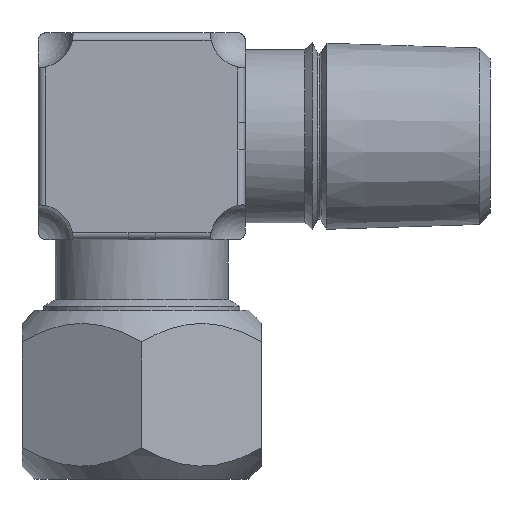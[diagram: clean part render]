
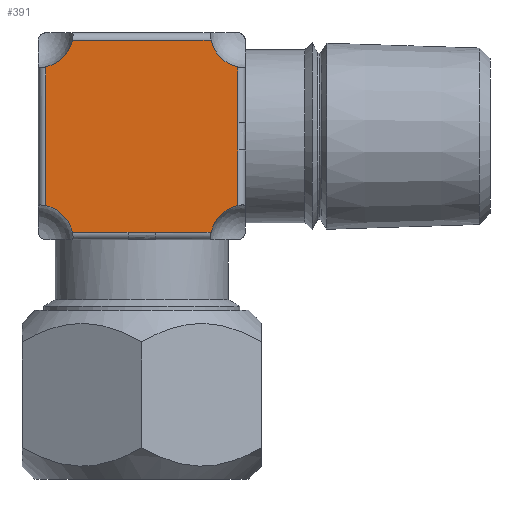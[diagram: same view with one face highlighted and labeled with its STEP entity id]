
A CAD part, left-side view. The second image highlights one B-rep face of the part: STEP entity #391.
In plain terms, the highlighted planar face has unit normal (-1, 0, 0).
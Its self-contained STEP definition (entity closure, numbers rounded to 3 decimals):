
#316 = EDGE_CURVE ( 'NONE', #317, #318, #1343, .T. ) ;
#317 = VERTEX_POINT ( 'NONE', #1395 ) ;
#318 = VERTEX_POINT ( 'NONE', #1394 ) ;
#319 = ORIENTED_EDGE ( 'NONE', *, *, #320, .T. ) ;
#320 = EDGE_CURVE ( 'NONE', #317, #321, #1393, .T. ) ;
#321 = VERTEX_POINT ( 'NONE', #1389 ) ;
#356 = ORIENTED_EDGE ( 'NONE', *, *, #357, .T. ) ;
#357 = EDGE_CURVE ( 'NONE', #385, #358, #1432, .T. ) ;
#358 = VERTEX_POINT ( 'NONE', #1488 ) ;
#359 = ORIENTED_EDGE ( 'NONE', *, *, #360, .F. ) ;
#360 = EDGE_CURVE ( 'NONE', #361, #358, #1487, .T. ) ;
#361 = VERTEX_POINT ( 'NONE', #1482 ) ;
#362 = ORIENTED_EDGE ( 'NONE', *, *, #363, .T. ) ;
#363 = EDGE_CURVE ( 'NONE', #361, #364, #1481, .T. ) ;
#364 = VERTEX_POINT ( 'NONE', #1477 ) ;
#365 = ORIENTED_EDGE ( 'NONE', *, *, #366, .T. ) ;
#366 = EDGE_CURVE ( 'NONE', #364, #367, #1475, .T. ) ;
#367 = VERTEX_POINT ( 'NONE', #1474 ) ;
#368 = ORIENTED_EDGE ( 'NONE', *, *, #369, .T. ) ;
#369 = EDGE_CURVE ( 'NONE', #367, #318, #1473, .T. ) ;
#371 = ORIENTED_EDGE ( 'NONE', *, *, #372, .T. ) ;
#372 = EDGE_CURVE ( 'NONE', #321, #373, #1462, .T. ) ;
#373 = VERTEX_POINT ( 'NONE', #1517 ) ;
#374 = ORIENTED_EDGE ( 'NONE', *, *, #375, .T. ) ;
#375 = EDGE_CURVE ( 'NONE', #373, #376, #1516, .T. ) ;
#376 = VERTEX_POINT ( 'NONE', #1506 ) ;
#377 = ORIENTED_EDGE ( 'NONE', *, *, #378, .F. ) ;
#378 = EDGE_CURVE ( 'NONE', #379, #376, #1505, .T. ) ;
#379 = VERTEX_POINT ( 'NONE', #1500 ) ;
#380 = ORIENTED_EDGE ( 'NONE', *, *, #381, .T. ) ;
#381 = EDGE_CURVE ( 'NONE', #379, #382, #1499, .T. ) ;
#382 = VERTEX_POINT ( 'NONE', #1495 ) ;
#383 = ORIENTED_EDGE ( 'NONE', *, *, #384, .F. ) ;
#384 = EDGE_CURVE ( 'NONE', #385, #382, #1494, .T. ) ;
#385 = VERTEX_POINT ( 'NONE', #1489 ) ;
#391 = ADVANCED_FACE ( 'NONE', ( #1535 ), #1533, .F. ) ;
#392 = EDGE_LOOP ( 'NONE', ( #393, #319, #371, #374, #377, #380, #383, #356, #359, #362, #365, #368 ) ) ;
#393 = ORIENTED_EDGE ( 'NONE', *, *, #316, .F. ) ;
#1343 = CIRCLE ( 'NONE', #1399, 3.202 ) ;
#1389 = CARTESIAN_POINT ( 'NONE',  ( -8.5, -8.833, -1.26 ) ) ;
#1390 = DIRECTION ( 'NONE',  ( 0., 0., 1. ) ) ;
#1391 = VECTOR ( 'NONE', #1390, 1000. ) ;
#1392 = CARTESIAN_POINT ( 'NONE',  ( -8.5, -8.833, 9.5 ) ) ;
#1393 = LINE ( 'NONE', #1392, #1391 ) ;
#1394 = CARTESIAN_POINT ( 'NONE',  ( -8.5, -6.368, -8.833 ) ) ;
#1395 = CARTESIAN_POINT ( 'NONE',  ( -8.5, -8.833, -6.368 ) ) ;
#1396 = DIRECTION ( 'NONE',  ( 0., 0., -1. ) ) ;
#1397 = DIRECTION ( 'NONE',  ( -1., 0., 0. ) ) ;
#1398 = CARTESIAN_POINT ( 'NONE',  ( -8.5, -9.5, -9.5 ) ) ;
#1399 = AXIS2_PLACEMENT_3D ( 'NONE', #1398, #1397, #1396 ) ;
#1432 = LINE ( 'NONE', #1443, #1442 ) ;
#1441 = DIRECTION ( 'NONE',  ( 0., 0., -1. ) ) ;
#1442 = VECTOR ( 'NONE', #1441, 1000. ) ;
#1443 = CARTESIAN_POINT ( 'NONE',  ( -8.5, 8.833, -9.5 ) ) ;
#1462 = B_SPLINE_CURVE_WITH_KNOTS ( 'NONE', 3,
 ( #1515, #1514, #1513, #1512, #1511, #1510, #1509 ),
 .UNSPECIFIED., .F., .F.,
 ( 4, 3, 4 ),
 ( 0., 0.001, 0.003 ),
 .UNSPECIFIED. ) ;
#1463 = CARTESIAN_POINT ( 'NONE',  ( -8.5, -8.833, 9.5 ) ) ;
#1464 = DIRECTION ( 'NONE',  ( 0., -1., 0. ) ) ;
#1465 = VECTOR ( 'NONE', #1464, 1000. ) ;
#1466 = CARTESIAN_POINT ( 'NONE',  ( -8.5, -1.26, -8.833 ) ) ;
#1467 = CARTESIAN_POINT ( 'NONE',  ( -8.5, -0.849, -8.833 ) ) ;
#1468 = CARTESIAN_POINT ( 'NONE',  ( -8.5, -0.437, -8.841 ) ) ;
#1469 = CARTESIAN_POINT ( 'NONE',  ( -8.5, -0.026, -8.841 ) ) ;
#1470 = CARTESIAN_POINT ( 'NONE',  ( -8.5, 0.403, -8.841 ) ) ;
#1471 = CARTESIAN_POINT ( 'NONE',  ( -8.5, 0.831, -8.833 ) ) ;
#1472 = CARTESIAN_POINT ( 'NONE',  ( -8.5, 1.26, -8.833 ) ) ;
#1473 = LINE ( 'NONE', #1476, #1465 ) ;
#1474 = CARTESIAN_POINT ( 'NONE',  ( -8.5, -1.26, -8.833 ) ) ;
#1475 = B_SPLINE_CURVE_WITH_KNOTS ( 'NONE', 3,
 ( #1472, #1471, #1470, #1469, #1468, #1467, #1466 ),
 .UNSPECIFIED., .F., .F.,
 ( 4, 3, 4 ),
 ( 0., 0.001, 0.003 ),
 .UNSPECIFIED. ) ;
#1476 = CARTESIAN_POINT ( 'NONE',  ( -8.5, -9.5, -8.833 ) ) ;
#1477 = CARTESIAN_POINT ( 'NONE',  ( -8.5, 1.26, -8.833 ) ) ;
#1478 = DIRECTION ( 'NONE',  ( 0., -1., 0. ) ) ;
#1479 = VECTOR ( 'NONE', #1478, 1000. ) ;
#1480 = CARTESIAN_POINT ( 'NONE',  ( -8.5, -9.5, -8.833 ) ) ;
#1481 = LINE ( 'NONE', #1480, #1479 ) ;
#1482 = CARTESIAN_POINT ( 'NONE',  ( -8.5, 6.368, -8.833 ) ) ;
#1483 = DIRECTION ( 'NONE',  ( 0., 0., -1. ) ) ;
#1484 = DIRECTION ( 'NONE',  ( -1., 0., 0. ) ) ;
#1485 = CARTESIAN_POINT ( 'NONE',  ( -8.5, 9.5, -9.5 ) ) ;
#1486 = AXIS2_PLACEMENT_3D ( 'NONE', #1485, #1484, #1483 ) ;
#1487 = CIRCLE ( 'NONE', #1486, 3.202 ) ;
#1488 = CARTESIAN_POINT ( 'NONE',  ( -8.5, 8.833, -6.368 ) ) ;
#1489 = CARTESIAN_POINT ( 'NONE',  ( -8.5, 8.833, 6.368 ) ) ;
#1490 = DIRECTION ( 'NONE',  ( 0., 0., -1. ) ) ;
#1491 = DIRECTION ( 'NONE',  ( -1., 0., 0. ) ) ;
#1492 = CARTESIAN_POINT ( 'NONE',  ( -8.5, 9.5, 9.5 ) ) ;
#1493 = AXIS2_PLACEMENT_3D ( 'NONE', #1492, #1491, #1490 ) ;
#1494 = CIRCLE ( 'NONE', #1493, 3.202 ) ;
#1495 = CARTESIAN_POINT ( 'NONE',  ( -8.5, 6.368, 8.833 ) ) ;
#1496 = DIRECTION ( 'NONE',  ( 0., 1., 0. ) ) ;
#1497 = VECTOR ( 'NONE', #1496, 1000. ) ;
#1498 = CARTESIAN_POINT ( 'NONE',  ( -8.5, 9.5, 8.833 ) ) ;
#1499 = LINE ( 'NONE', #1498, #1497 ) ;
#1500 = CARTESIAN_POINT ( 'NONE',  ( -8.5, -6.368, 8.833 ) ) ;
#1501 = DIRECTION ( 'NONE',  ( 0., 0., -1. ) ) ;
#1502 = DIRECTION ( 'NONE',  ( -1., 0., 0. ) ) ;
#1503 = CARTESIAN_POINT ( 'NONE',  ( -8.5, -9.5, 9.5 ) ) ;
#1504 = AXIS2_PLACEMENT_3D ( 'NONE', #1503, #1502, #1501 ) ;
#1505 = CIRCLE ( 'NONE', #1504, 3.202 ) ;
#1506 = CARTESIAN_POINT ( 'NONE',  ( -8.5, -8.833, 6.368 ) ) ;
#1507 = DIRECTION ( 'NONE',  ( 0., 0., 1. ) ) ;
#1508 = VECTOR ( 'NONE', #1507, 1000. ) ;
#1509 = CARTESIAN_POINT ( 'NONE',  ( -8.5, -8.833, 1.26 ) ) ;
#1510 = CARTESIAN_POINT ( 'NONE',  ( -8.5, -8.833, 0.849 ) ) ;
#1511 = CARTESIAN_POINT ( 'NONE',  ( -8.5, -8.841, 0.437 ) ) ;
#1512 = CARTESIAN_POINT ( 'NONE',  ( -8.5, -8.841, 0.026 ) ) ;
#1513 = CARTESIAN_POINT ( 'NONE',  ( -8.5, -8.841, -0.403 ) ) ;
#1514 = CARTESIAN_POINT ( 'NONE',  ( -8.5, -8.833, -0.831 ) ) ;
#1515 = CARTESIAN_POINT ( 'NONE',  ( -8.5, -8.833, -1.26 ) ) ;
#1516 = LINE ( 'NONE', #1463, #1508 ) ;
#1517 = CARTESIAN_POINT ( 'NONE',  ( -8.5, -8.833, 1.26 ) ) ;
#1520 = DIRECTION ( 'NONE',  ( 0., 0., -1. ) ) ;
#1521 = DIRECTION ( 'NONE',  ( 1., 0., 0. ) ) ;
#1522 = AXIS2_PLACEMENT_3D ( 'NONE', #1532, #1521, #1520 ) ;
#1532 = CARTESIAN_POINT ( 'NONE',  ( -8.5, 0., 0. ) ) ;
#1533 = PLANE ( 'NONE',  #1522 ) ;
#1535 = FACE_OUTER_BOUND ( 'NONE', #392, .T. ) ;
